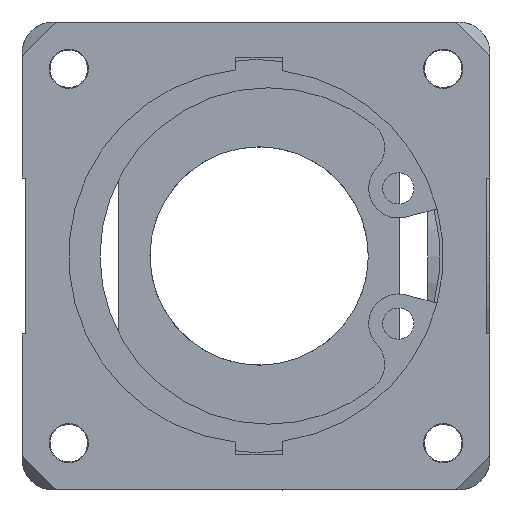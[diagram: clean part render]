
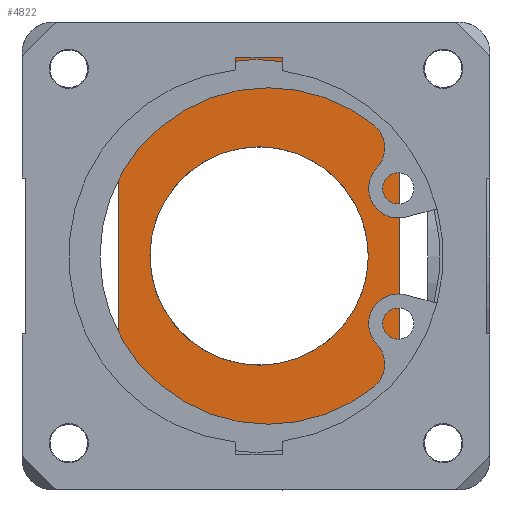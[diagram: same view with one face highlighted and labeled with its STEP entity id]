
A CAD part, left-side view. The second image highlights one B-rep face of the part: STEP entity #4822.
In plain terms, the highlighted planar face has unit normal (-1, 0, 0).
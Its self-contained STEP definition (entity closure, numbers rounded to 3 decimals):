
#222 = VERTEX_POINT ( 'NONE', #25722 ) ;
#480 = ORIENTED_EDGE ( 'NONE', *, *, #29948, .F. ) ;
#1047 = DIRECTION ( 'NONE',  ( 0., 0., -1. ) ) ;
#1299 = VERTEX_POINT ( 'NONE', #28774 ) ;
#1689 = CARTESIAN_POINT ( 'NONE',  ( -21.5, -0.2, 0. ) ) ;
#1789 = CARTESIAN_POINT ( 'NONE',  ( -21.5, -7.2, 0. ) ) ;
#1835 = ORIENTED_EDGE ( 'NONE', *, *, #2407, .F. ) ;
#1854 = LINE ( 'NONE', #29449, #31187 ) ;
#1899 = CARTESIAN_POINT ( 'NONE',  ( -21.5, -0.2, 0. ) ) ;
#2224 = CARTESIAN_POINT ( 'NONE',  ( -21.5, 6.8, 0. ) ) ;
#2260 = PLANE ( 'NONE',  #14067 ) ;
#2407 = EDGE_CURVE ( 'NONE', #3003, #222, #1854, .T. ) ;
#2876 = ORIENTED_EDGE ( 'NONE', *, *, #27598, .F. ) ;
#3003 = VERTEX_POINT ( 'NONE', #30446 ) ;
#3690 = CARTESIAN_POINT ( 'NONE',  ( -21.5, 1.3, 12.7 ) ) ;
#4005 = DIRECTION ( 'NONE',  ( 0., -1., 0. ) ) ;
#4102 = VERTEX_POINT ( 'NONE', #3690 ) ;
#4695 = DIRECTION ( 'NONE',  ( 1., 0., 0. ) ) ;
#4822 = ADVANCED_FACE ( 'NONE', ( #12839, #24051 ), #2260, .F. ) ;
#4947 = DIRECTION ( 'NONE',  ( 0., -1., 0. ) ) ;
#5861 = LINE ( 'NONE', #19761, #33944 ) ;
#5989 = EDGE_CURVE ( 'NONE', #13984, #8445, #11474, .T. ) ;
#7211 = CIRCLE ( 'NONE', #16453, 11.4 ) ;
#7257 = DIRECTION ( 'NONE',  ( 0., -1., 0. ) ) ;
#7679 = ORIENTED_EDGE ( 'NONE', *, *, #8404, .F. ) ;
#7986 = CARTESIAN_POINT ( 'NONE',  ( -21.5, -6.2, 5.879 ) ) ;
#8050 = ORIENTED_EDGE ( 'NONE', *, *, #14626, .F. ) ;
#8181 = CARTESIAN_POINT ( 'NONE',  ( -21.5, -9.2, -5.879 ) ) ;
#8404 = EDGE_CURVE ( 'NONE', #1299, #3003, #24315, .T. ) ;
#8445 = VERTEX_POINT ( 'NONE', #28705 ) ;
#8815 = CARTESIAN_POINT ( 'NONE',  ( -21.5, -0.2, 0. ) ) ;
#9365 = VERTEX_POINT ( 'NONE', #15864 ) ;
#9524 = DIRECTION ( 'NONE',  ( 0., -1., 0. ) ) ;
#9667 = CARTESIAN_POINT ( 'NONE',  ( -21.5, -0.2, 12.7 ) ) ;
#9909 = AXIS2_PLACEMENT_3D ( 'NONE', #32170, #29436, #12067 ) ;
#9950 = DIRECTION ( 'NONE',  ( 1., 0., 0. ) ) ;
#10524 = EDGE_CURVE ( 'NONE', #18042, #26077, #7211, .T. ) ;
#10663 = EDGE_LOOP ( 'NONE', ( #2876, #16557 ) ) ;
#11393 = CARTESIAN_POINT ( 'NONE',  ( -21.5, -0.2, 0. ) ) ;
#11474 = CIRCLE ( 'NONE', #16721, 3. ) ;
#11811 = CARTESIAN_POINT ( 'NONE',  ( -21.5, -9.2, 0. ) ) ;
#12067 = DIRECTION ( 'NONE',  ( 0., -1., 0. ) ) ;
#12346 = CIRCLE ( 'NONE', #19270, 11.4 ) ;
#12359 = LINE ( 'NONE', #9667, #29629 ) ;
#12787 = DIRECTION ( 'NONE',  ( 0., 0., 1. ) ) ;
#12839 = FACE_BOUND ( 'NONE', #10663, .T. ) ;
#13047 = DIRECTION ( 'NONE',  ( -1., 0., 0. ) ) ;
#13209 = DIRECTION ( 'NONE',  ( 0., 1., 0. ) ) ;
#13984 = VERTEX_POINT ( 'NONE', #8181 ) ;
#14067 = AXIS2_PLACEMENT_3D ( 'NONE', #1899, #29319, #13209 ) ;
#14314 = EDGE_CURVE ( 'NONE', #15614, #25004, #16325, .T. ) ;
#14599 = VECTOR ( 'NONE', #32279, 1000. ) ;
#14626 = EDGE_CURVE ( 'NONE', #4102, #9365, #12359, .T. ) ;
#14651 = DIRECTION ( 'NONE',  ( 1., 0., 0. ) ) ;
#15381 = EDGE_LOOP ( 'NONE', ( #20672, #35152, #480, #1835, #7679, #31940, #23163, #16026, #34366, #33637, #17604, #8050 ) ) ;
#15535 = CIRCLE ( 'NONE', #19581, 3. ) ;
#15614 = VERTEX_POINT ( 'NONE', #24861 ) ;
#15864 = CARTESIAN_POINT ( 'NONE',  ( -21.5, -1.7, 12.7 ) ) ;
#15872 = EDGE_CURVE ( 'NONE', #33580, #15614, #22765, .T. ) ;
#16026 = ORIENTED_EDGE ( 'NONE', *, *, #17177, .F. ) ;
#16325 = CIRCLE ( 'NONE', #23223, 3. ) ;
#16453 = AXIS2_PLACEMENT_3D ( 'NONE', #1689, #4695, #4005 ) ;
#16502 = CIRCLE ( 'NONE', #23987, 7. ) ;
#16557 = ORIENTED_EDGE ( 'NONE', *, *, #19193, .F. ) ;
#16721 = AXIS2_PLACEMENT_3D ( 'NONE', #31424, #26148, #9524 ) ;
#16936 = CARTESIAN_POINT ( 'NONE',  ( -21.5, 5.8, 5.879 ) ) ;
#17177 = EDGE_CURVE ( 'NONE', #25004, #13984, #33936, .T. ) ;
#17233 = EDGE_CURVE ( 'NONE', #33580, #9365, #18855, .T. ) ;
#17604 = ORIENTED_EDGE ( 'NONE', *, *, #17233, .T. ) ;
#18042 = VERTEX_POINT ( 'NONE', #28248 ) ;
#18149 = CARTESIAN_POINT ( 'NONE',  ( -21.5, -1.7, 12.7 ) ) ;
#18855 = LINE ( 'NONE', #18149, #14599 ) ;
#19193 = EDGE_CURVE ( 'NONE', #30642, #31134, #16502, .T. ) ;
#19270 = AXIS2_PLACEMENT_3D ( 'NONE', #21001, #29165, #31887 ) ;
#19581 = AXIS2_PLACEMENT_3D ( 'NONE', #16936, #33038, #20004 ) ;
#19761 = CARTESIAN_POINT ( 'NONE',  ( -21.5, 1.3, 12.7 ) ) ;
#19973 = DIRECTION ( 'NONE',  ( 0., 0., -1. ) ) ;
#20004 = DIRECTION ( 'NONE',  ( 0., -1., 0. ) ) ;
#20567 = DIRECTION ( 'NONE',  ( 0., -1., 0. ) ) ;
#20672 = ORIENTED_EDGE ( 'NONE', *, *, #28178, .T. ) ;
#20697 = DIRECTION ( 'NONE',  ( 0., -1., 0. ) ) ;
#21001 = CARTESIAN_POINT ( 'NONE',  ( -21.5, -0.2, 0. ) ) ;
#22579 = EDGE_CURVE ( 'NONE', #8445, #1299, #12346, .T. ) ;
#22765 = CIRCLE ( 'NONE', #33200, 11.4 ) ;
#22880 = AXIS2_PLACEMENT_3D ( 'NONE', #8815, #31074, #20567 ) ;
#22906 = CARTESIAN_POINT ( 'NONE',  ( -21.5, -1.7, 11.301 ) ) ;
#23163 = ORIENTED_EDGE ( 'NONE', *, *, #5989, .F. ) ;
#23223 = AXIS2_PLACEMENT_3D ( 'NONE', #7986, #9950, #7257 ) ;
#23987 = AXIS2_PLACEMENT_3D ( 'NONE', #26950, #13047, #4947 ) ;
#24051 = FACE_OUTER_BOUND ( 'NONE', #15381, .T. ) ;
#24315 = CIRCLE ( 'NONE', #9909, 3. ) ;
#24861 = CARTESIAN_POINT ( 'NONE',  ( -21.5, -8.343, 7.978 ) ) ;
#25004 = VERTEX_POINT ( 'NONE', #32209 ) ;
#25722 = CARTESIAN_POINT ( 'NONE',  ( -21.5, 8.8, 5.879 ) ) ;
#26077 = VERTEX_POINT ( 'NONE', #26432 ) ;
#26148 = DIRECTION ( 'NONE',  ( 1., 0., 0. ) ) ;
#26432 = CARTESIAN_POINT ( 'NONE',  ( -21.5, 1.3, 11.301 ) ) ;
#26950 = CARTESIAN_POINT ( 'NONE',  ( -21.5, -0.2, 0. ) ) ;
#27598 = EDGE_CURVE ( 'NONE', #31134, #30642, #31555, .T. ) ;
#27855 = VECTOR ( 'NONE', #19973, 1000. ) ;
#28178 = EDGE_CURVE ( 'NONE', #4102, #26077, #5861, .T. ) ;
#28248 = CARTESIAN_POINT ( 'NONE',  ( -21.5, 7.943, 7.978 ) ) ;
#28705 = CARTESIAN_POINT ( 'NONE',  ( -21.5, -8.343, -7.978 ) ) ;
#28774 = CARTESIAN_POINT ( 'NONE',  ( -21.5, 7.943, -7.978 ) ) ;
#29165 = DIRECTION ( 'NONE',  ( 1., 0., 0. ) ) ;
#29319 = DIRECTION ( 'NONE',  ( 1., 0., 0. ) ) ;
#29436 = DIRECTION ( 'NONE',  ( 1., 0., 0. ) ) ;
#29449 = CARTESIAN_POINT ( 'NONE',  ( -21.5, 8.8, 0. ) ) ;
#29629 = VECTOR ( 'NONE', #20697, 1000. ) ;
#29948 = EDGE_CURVE ( 'NONE', #222, #18042, #15535, .T. ) ;
#30446 = CARTESIAN_POINT ( 'NONE',  ( -21.5, 8.8, -5.879 ) ) ;
#30642 = VERTEX_POINT ( 'NONE', #2224 ) ;
#30942 = DIRECTION ( 'NONE',  ( 0., -1., 0. ) ) ;
#31074 = DIRECTION ( 'NONE',  ( -1., 0., 0. ) ) ;
#31134 = VERTEX_POINT ( 'NONE', #1789 ) ;
#31187 = VECTOR ( 'NONE', #12787, 1000. ) ;
#31424 = CARTESIAN_POINT ( 'NONE',  ( -21.5, -6.2, -5.879 ) ) ;
#31555 = CIRCLE ( 'NONE', #22880, 7. ) ;
#31887 = DIRECTION ( 'NONE',  ( 0., -1., 0. ) ) ;
#31940 = ORIENTED_EDGE ( 'NONE', *, *, #22579, .F. ) ;
#32170 = CARTESIAN_POINT ( 'NONE',  ( -21.5, 5.8, -5.879 ) ) ;
#32209 = CARTESIAN_POINT ( 'NONE',  ( -21.5, -9.2, 5.879 ) ) ;
#32279 = DIRECTION ( 'NONE',  ( 0., 0., 1. ) ) ;
#33038 = DIRECTION ( 'NONE',  ( 1., 0., 0. ) ) ;
#33200 = AXIS2_PLACEMENT_3D ( 'NONE', #11393, #14651, #30942 ) ;
#33580 = VERTEX_POINT ( 'NONE', #22906 ) ;
#33637 = ORIENTED_EDGE ( 'NONE', *, *, #15872, .F. ) ;
#33936 = LINE ( 'NONE', #11811, #27855 ) ;
#33944 = VECTOR ( 'NONE', #1047, 1000. ) ;
#34366 = ORIENTED_EDGE ( 'NONE', *, *, #14314, .F. ) ;
#35152 = ORIENTED_EDGE ( 'NONE', *, *, #10524, .F. ) ;
